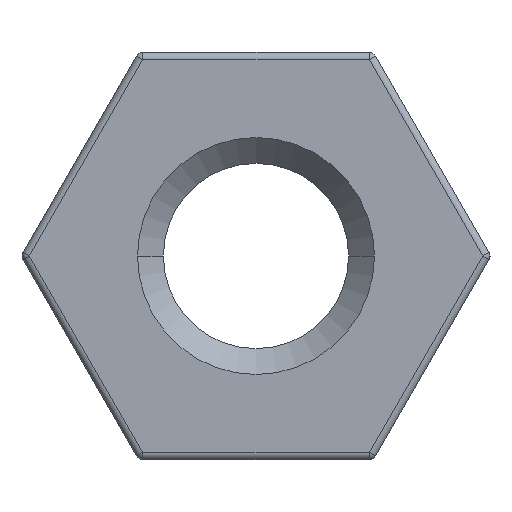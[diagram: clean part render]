
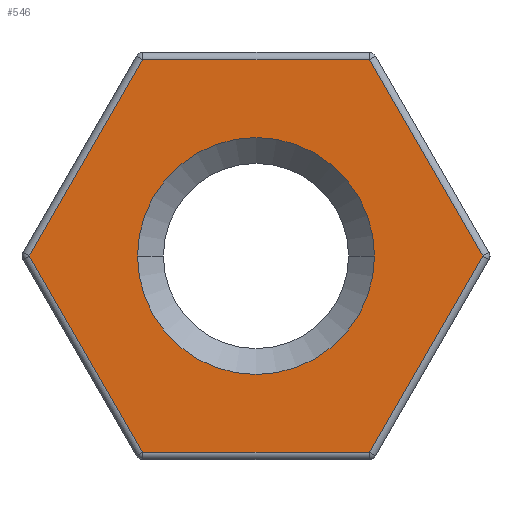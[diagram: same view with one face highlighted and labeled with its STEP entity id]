
A CAD part, left-side view. The second image highlights one B-rep face of the part: STEP entity #546.
In plain terms, the highlighted planar face has unit normal (-1, 0, 0).
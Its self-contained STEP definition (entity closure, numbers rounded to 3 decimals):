
#11 = CARTESIAN_POINT ( 'NONE',  ( 0., -1.53, 2.65 ) ) ;
#49 = AXIS2_PLACEMENT_3D ( 'NONE', #968, #982, #979 ) ;
#89 = EDGE_CURVE ( 'NONE', #855, #865, #508, .T. ) ;
#111 = DIRECTION ( 'NONE',  ( 0., -1., 0. ) ) ;
#116 = FACE_BOUND ( 'NONE', #941, .T. ) ;
#122 = DIRECTION ( 'NONE',  ( 0., -0.5, 0.866 ) ) ;
#126 = CARTESIAN_POINT ( 'NONE',  ( 0., 2.295, 1.325 ) ) ;
#142 = FACE_OUTER_BOUND ( 'NONE', #943, .T. ) ;
#145 = CARTESIAN_POINT ( 'NONE',  ( 0., -2.295, -1.325 ) ) ;
#199 = EDGE_CURVE ( 'NONE', #607, #876, #375, .T. ) ;
#211 = EDGE_CURVE ( 'NONE', #1114, #985, #1182, .T. ) ;
#229 = EDGE_CURVE ( 'NONE', #1183, #607, #344, .T. ) ;
#235 = VECTOR ( 'NONE', #300, 1000. ) ;
#242 = LINE ( 'NONE', #307, #235 ) ;
#243 = PLANE ( 'NONE',  #501 ) ;
#247 = AXIS2_PLACEMENT_3D ( 'NONE', #707, #1243, #847 ) ;
#260 = EDGE_CURVE ( 'NONE', #1093, #1114, #308, .T. ) ;
#263 = VECTOR ( 'NONE', #1057, 1000. ) ;
#266 = EDGE_CURVE ( 'NONE', #865, #855, #314, .T. ) ;
#270 = EDGE_CURVE ( 'NONE', #876, #1093, #294, .T. ) ;
#281 = EDGE_CURVE ( 'NONE', #985, #1183, #242, .T. ) ;
#294 = LINE ( 'NONE', #958, #263 ) ;
#299 = VECTOR ( 'NONE', #702, 1000. ) ;
#300 = DIRECTION ( 'NONE',  ( 0., -0.5, -0.866 ) ) ;
#307 = CARTESIAN_POINT ( 'NONE',  ( 0., 2.295, -1.325 ) ) ;
#308 = LINE ( 'NONE', #603, #299 ) ;
#314 = CIRCLE ( 'NONE', #247, 1.6 ) ;
#336 = VECTOR ( 'NONE', #111, 1000. ) ;
#344 = LINE ( 'NONE', #350, #336 ) ;
#347 = DIRECTION ( 'NONE',  ( 0., 0.5, -0.866 ) ) ;
#350 = CARTESIAN_POINT ( 'NONE',  ( 0., 0., -2.65 ) ) ;
#367 = VECTOR ( 'NONE', #347, 1000. ) ;
#375 = LINE ( 'NONE', #145, #703 ) ;
#414 = DIRECTION ( 'NONE',  ( 0., 1., 0. ) ) ;
#501 = AXIS2_PLACEMENT_3D ( 'NONE', #864, #1247, #414 ) ;
#508 = CIRCLE ( 'NONE', #49, 1.6 ) ;
#546 = ADVANCED_FACE ( 'NONE', ( #142, #116 ), #243, .F. ) ;
#575 = ORIENTED_EDGE ( 'NONE', *, *, #199, .T. ) ;
#602 = ORIENTED_EDGE ( 'NONE', *, *, #211, .T. ) ;
#603 = CARTESIAN_POINT ( 'NONE',  ( 0., 0., 2.65 ) ) ;
#607 = VERTEX_POINT ( 'NONE', #867 ) ;
#642 = CARTESIAN_POINT ( 'NONE',  ( 0., 1.53, -2.65 ) ) ;
#678 = CARTESIAN_POINT ( 'NONE',  ( 0., 3.06, 0. ) ) ;
#702 = DIRECTION ( 'NONE',  ( 0., 1., 0. ) ) ;
#703 = VECTOR ( 'NONE', #122, 1000. ) ;
#707 = CARTESIAN_POINT ( 'NONE',  ( 0., 0., 0. ) ) ;
#750 = ORIENTED_EDGE ( 'NONE', *, *, #266, .T. ) ;
#830 = ORIENTED_EDGE ( 'NONE', *, *, #281, .T. ) ;
#847 = DIRECTION ( 'NONE',  ( 0., 1., 0. ) ) ;
#855 = VERTEX_POINT ( 'NONE', #1154 ) ;
#864 = CARTESIAN_POINT ( 'NONE',  ( 0., 0., 0. ) ) ;
#865 = VERTEX_POINT ( 'NONE', #1131 ) ;
#866 = ORIENTED_EDGE ( 'NONE', *, *, #270, .T. ) ;
#867 = CARTESIAN_POINT ( 'NONE',  ( 0., -1.53, -2.65 ) ) ;
#876 = VERTEX_POINT ( 'NONE', #1075 ) ;
#930 = CARTESIAN_POINT ( 'NONE',  ( 0., 1.53, 2.65 ) ) ;
#941 = EDGE_LOOP ( 'NONE', ( #750, #961 ) ) ;
#943 = EDGE_LOOP ( 'NONE', ( #866, #1039, #602, #830, #1001, #575 ) ) ;
#958 = CARTESIAN_POINT ( 'NONE',  ( 0., -2.295, 1.325 ) ) ;
#961 = ORIENTED_EDGE ( 'NONE', *, *, #89, .T. ) ;
#968 = CARTESIAN_POINT ( 'NONE',  ( 0., 0., 0. ) ) ;
#979 = DIRECTION ( 'NONE',  ( 0., 1., 0. ) ) ;
#982 = DIRECTION ( 'NONE',  ( 1., 0., 0. ) ) ;
#985 = VERTEX_POINT ( 'NONE', #678 ) ;
#1001 = ORIENTED_EDGE ( 'NONE', *, *, #229, .T. ) ;
#1039 = ORIENTED_EDGE ( 'NONE', *, *, #260, .T. ) ;
#1057 = DIRECTION ( 'NONE',  ( 0., 0.5, 0.866 ) ) ;
#1075 = CARTESIAN_POINT ( 'NONE',  ( 0., -3.06, 0. ) ) ;
#1093 = VERTEX_POINT ( 'NONE', #11 ) ;
#1114 = VERTEX_POINT ( 'NONE', #930 ) ;
#1131 = CARTESIAN_POINT ( 'NONE',  ( 0., 1.6, 0. ) ) ;
#1154 = CARTESIAN_POINT ( 'NONE',  ( 0., -1.6, 0. ) ) ;
#1182 = LINE ( 'NONE', #126, #367 ) ;
#1183 = VERTEX_POINT ( 'NONE', #642 ) ;
#1243 = DIRECTION ( 'NONE',  ( 1., 0., 0. ) ) ;
#1247 = DIRECTION ( 'NONE',  ( 1., 0., 0. ) ) ;
